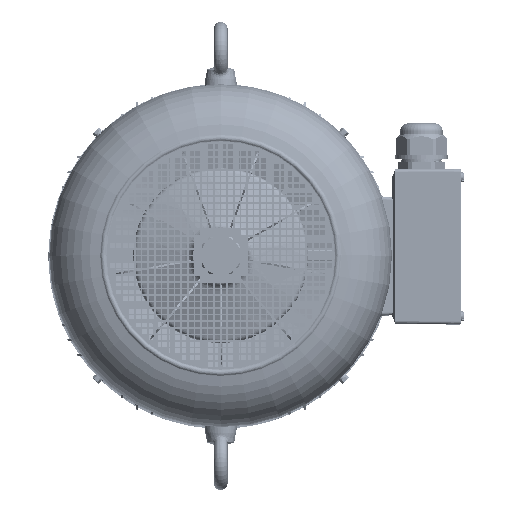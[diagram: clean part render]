
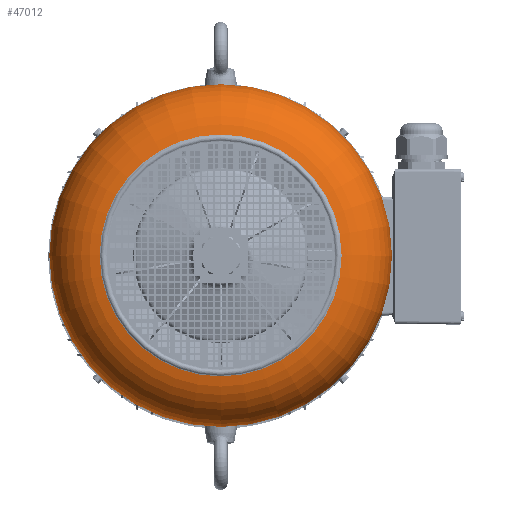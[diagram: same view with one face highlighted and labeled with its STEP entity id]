
A CAD part, top view. The second image highlights one B-rep face of the part: STEP entity #47012.
In plain terms, the highlighted toroidal (fillet/blend) face has major radius 181.5 mm and minor radius 92 mm.
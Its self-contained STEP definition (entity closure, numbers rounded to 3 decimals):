
#3547=TOROIDAL_SURFACE('',#138369,181.5,92.);
#47012=ADVANCED_FACE('',(#56284,#56285),#3547,.T.);
#56284=FACE_BOUND('',#59467,.T.);
#56285=FACE_BOUND('',#59468,.T.);
#59467=EDGE_LOOP('',(#75714));
#59468=EDGE_LOOP('',(#75715));
#75714=ORIENTED_EDGE('',*,*,#123869,.F.);
#75715=ORIENTED_EDGE('',*,*,#117142,.T.);
#104360=VERTEX_POINT('',#185463);
#111086=VERTEX_POINT('',#198921);
#117142=EDGE_CURVE('',#104360,#104360,#134813,.T.);
#123869=EDGE_CURVE('',#111086,#111086,#134820,.T.);
#134813=CIRCLE('',#138356,273.5);
#134820=CIRCLE('',#138368,193.092);
#138356=AXIS2_PLACEMENT_3D('',#185462,#149618,#149619);
#138368=AXIS2_PLACEMENT_3D('',#198920,#156362,#156363);
#138369=AXIS2_PLACEMENT_3D('',#198922,#156364,#156365);
#149618=DIRECTION('',(0.,0.,1.));
#149619=DIRECTION('',(1.,0.,0.));
#156362=DIRECTION('',(0.,0.,1.));
#156363=DIRECTION('',(1.,0.,0.));
#156364=DIRECTION('',(0.,0.,1.));
#156365=DIRECTION('',(1.,0.,0.));
#185462=CARTESIAN_POINT('',(204.672,302.904,829.624));
#185463=CARTESIAN_POINT('',(478.172,302.904,829.624));
#198920=CARTESIAN_POINT('',(204.672,302.904,920.891));
#198921=CARTESIAN_POINT('',(397.764,302.904,920.891));
#198922=CARTESIAN_POINT('',(204.672,302.904,829.624));
